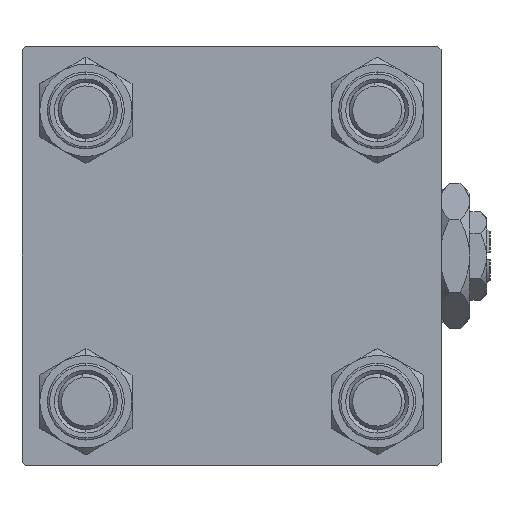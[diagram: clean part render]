
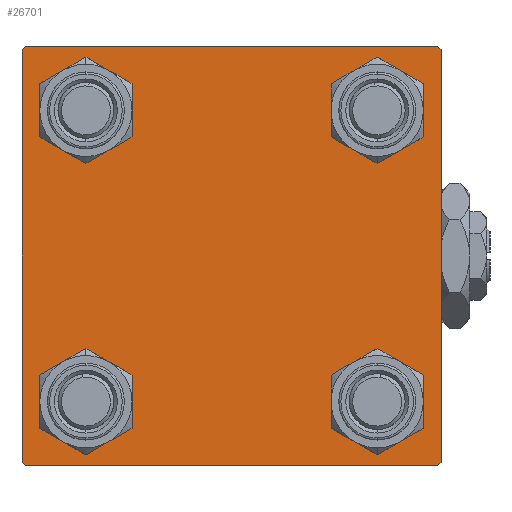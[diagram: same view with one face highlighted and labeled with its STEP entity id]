
A CAD part, left-side view. The second image highlights one B-rep face of the part: STEP entity #26701.
In plain terms, the highlighted planar face has unit normal (-1, 0, 0).
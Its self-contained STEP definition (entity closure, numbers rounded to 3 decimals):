
#206 = VERTEX_POINT ( 'NONE', #51659 ) ;
#746 = VERTEX_POINT ( 'NONE', #3904 ) ;
#758 = EDGE_CURVE ( 'NONE', #48341, #50474, #2391, .T. ) ;
#782 = VECTOR ( 'NONE', #51360, 1000. ) ;
#959 = FACE_BOUND ( 'NONE', #26133, .T. ) ;
#2287 = EDGE_CURVE ( 'NONE', #49262, #25369, #46042, .T. ) ;
#2391 = CIRCLE ( 'NONE', #47364, 4.5 ) ;
#2534 = VERTEX_POINT ( 'NONE', #30157 ) ;
#2899 = DIRECTION ( 'NONE',  ( 0., -0.707, 0.707 ) ) ;
#3130 = ORIENTED_EDGE ( 'NONE', *, *, #33843, .T. ) ;
#3904 = CARTESIAN_POINT ( 'NONE',  ( 0., -20.85, -25.35 ) ) ;
#4012 = AXIS2_PLACEMENT_3D ( 'NONE', #30314, #24579, #9623 ) ;
#4152 = EDGE_CURVE ( 'NONE', #20325, #20471, #28933, .T. ) ;
#4423 = FACE_BOUND ( 'NONE', #8600, .T. ) ;
#4880 = AXIS2_PLACEMENT_3D ( 'NONE', #40531, #18105, #16626 ) ;
#5139 = EDGE_CURVE ( 'NONE', #6043, #44746, #19103, .T. ) ;
#5181 = EDGE_LOOP ( 'NONE', ( #48801, #11922 ) ) ;
#5311 = ORIENTED_EDGE ( 'NONE', *, *, #30272, .T. ) ;
#5636 = ORIENTED_EDGE ( 'NONE', *, *, #23221, .F. ) ;
#5896 = FACE_OUTER_BOUND ( 'NONE', #24507, .T. ) ;
#6043 = VERTEX_POINT ( 'NONE', #44460 ) ;
#6329 = DIRECTION ( 'NONE',  ( 1., 0., 0. ) ) ;
#6696 = VERTEX_POINT ( 'NONE', #42368 ) ;
#6875 = CARTESIAN_POINT ( 'NONE',  ( 0., -29.75, -29.75 ) ) ;
#8034 = CARTESIAN_POINT ( 'NONE',  ( 0., 20.85, -16.35 ) ) ;
#8267 = CARTESIAN_POINT ( 'NONE',  ( 0., -30., 30. ) ) ;
#8329 = CARTESIAN_POINT ( 'NONE',  ( 0., 29.75, -29.75 ) ) ;
#8600 = EDGE_LOOP ( 'NONE', ( #3130, #28392 ) ) ;
#9107 = LINE ( 'NONE', #8329, #49845 ) ;
#9449 = AXIS2_PLACEMENT_3D ( 'NONE', #21929, #33095, #12939 ) ;
#9623 = DIRECTION ( 'NONE',  ( 0., 0., 1. ) ) ;
#9971 = CARTESIAN_POINT ( 'NONE',  ( 0., 30., 30. ) ) ;
#11141 = AXIS2_PLACEMENT_3D ( 'NONE', #11704, #51826, #11198 ) ;
#11198 = DIRECTION ( 'NONE',  ( 0., 0., 1. ) ) ;
#11656 = CIRCLE ( 'NONE', #44728, 4.5 ) ;
#11704 = CARTESIAN_POINT ( 'NONE',  ( 0., 20.85, -20.85 ) ) ;
#11922 = ORIENTED_EDGE ( 'NONE', *, *, #14552, .T. ) ;
#12613 = VERTEX_POINT ( 'NONE', #44060 ) ;
#12641 = FACE_BOUND ( 'NONE', #5181, .T. ) ;
#12768 = DIRECTION ( 'NONE',  ( 0., -1., 0. ) ) ;
#12931 = VECTOR ( 'NONE', #22267, 1000. ) ;
#12939 = DIRECTION ( 'NONE',  ( 0., 0., 1. ) ) ;
#13667 = VECTOR ( 'NONE', #39021, 1000. ) ;
#14552 = EDGE_CURVE ( 'NONE', #50474, #48341, #19827, .T. ) ;
#14649 = EDGE_CURVE ( 'NONE', #25369, #12613, #35013, .T. ) ;
#14735 = ORIENTED_EDGE ( 'NONE', *, *, #5139, .T. ) ;
#14836 = CARTESIAN_POINT ( 'NONE',  ( 0., 20.85, 20.85 ) ) ;
#15597 = ORIENTED_EDGE ( 'NONE', *, *, #43450, .T. ) ;
#15605 = ORIENTED_EDGE ( 'NONE', *, *, #4152, .T. ) ;
#16619 = CARTESIAN_POINT ( 'NONE',  ( 0., 30., 29.5 ) ) ;
#16626 = DIRECTION ( 'NONE',  ( 0., 0., 1. ) ) ;
#16828 = CARTESIAN_POINT ( 'NONE',  ( 0., -20.85, 16.35 ) ) ;
#17498 = CARTESIAN_POINT ( 'NONE',  ( 0., -20.85, 20.85 ) ) ;
#17513 = LINE ( 'NONE', #29204, #39109 ) ;
#17667 = EDGE_CURVE ( 'NONE', #49262, #44746, #33862, .T. ) ;
#18105 = DIRECTION ( 'NONE',  ( -1., 0., 0. ) ) ;
#18820 = LINE ( 'NONE', #6875, #39679 ) ;
#19103 = LINE ( 'NONE', #35289, #13667 ) ;
#19570 = DIRECTION ( 'NONE',  ( 1., 0., 0. ) ) ;
#19577 = DIRECTION ( 'NONE',  ( 0., 0., 1. ) ) ;
#19657 = CARTESIAN_POINT ( 'NONE',  ( 0., -29.5, 30. ) ) ;
#19827 = CIRCLE ( 'NONE', #33385, 4.5 ) ;
#20325 = VERTEX_POINT ( 'NONE', #50036 ) ;
#20347 = FACE_BOUND ( 'NONE', #21091, .T. ) ;
#20471 = VERTEX_POINT ( 'NONE', #8034 ) ;
#20874 = PLANE ( 'NONE',  #4880 ) ;
#21091 = EDGE_LOOP ( 'NONE', ( #5311, #37342 ) ) ;
#21690 = DIRECTION ( 'NONE',  ( 0., 0., 1. ) ) ;
#21835 = VERTEX_POINT ( 'NONE', #50315 ) ;
#21929 = CARTESIAN_POINT ( 'NONE',  ( 0., 20.85, -20.85 ) ) ;
#22267 = DIRECTION ( 'NONE',  ( 0., 0., -1. ) ) ;
#22802 = CARTESIAN_POINT ( 'NONE',  ( 0., 30., 30. ) ) ;
#22922 = CARTESIAN_POINT ( 'NONE',  ( 0., 29.75, 29.75 ) ) ;
#23221 = EDGE_CURVE ( 'NONE', #6043, #2534, #33198, .T. ) ;
#24362 = ORIENTED_EDGE ( 'NONE', *, *, #17667, .F. ) ;
#24507 = EDGE_LOOP ( 'NONE', ( #25519, #26833, #15597, #40321, #5636, #14735, #24362, #26973 ) ) ;
#24569 = CARTESIAN_POINT ( 'NONE',  ( 0., -20.85, 25.35 ) ) ;
#24579 = DIRECTION ( 'NONE',  ( 1., 0., 0. ) ) ;
#24953 = DIRECTION ( 'NONE',  ( 1., 0., 0. ) ) ;
#25153 = DIRECTION ( 'NONE',  ( 1., 0., 0. ) ) ;
#25369 = VERTEX_POINT ( 'NONE', #16619 ) ;
#25519 = ORIENTED_EDGE ( 'NONE', *, *, #14649, .T. ) ;
#25641 = DIRECTION ( 'NONE',  ( 0., -1., 0. ) ) ;
#26133 = EDGE_LOOP ( 'NONE', ( #31708, #15605 ) ) ;
#26701 = ADVANCED_FACE ( 'NONE', ( #12641, #4423, #959, #20347, #5896 ), #20874, .T. ) ;
#26833 = ORIENTED_EDGE ( 'NONE', *, *, #35009, .T. ) ;
#26962 = VERTEX_POINT ( 'NONE', #48374 ) ;
#26973 = ORIENTED_EDGE ( 'NONE', *, *, #2287, .T. ) ;
#27789 = DIRECTION ( 'NONE',  ( 0., 0., 1. ) ) ;
#28392 = ORIENTED_EDGE ( 'NONE', *, *, #33552, .T. ) ;
#28933 = CIRCLE ( 'NONE', #11141, 4.5 ) ;
#29204 = CARTESIAN_POINT ( 'NONE',  ( 0., 30., -30. ) ) ;
#30157 = CARTESIAN_POINT ( 'NONE',  ( 0., -30., -29.5 ) ) ;
#30272 = EDGE_CURVE ( 'NONE', #21835, #6696, #11656, .T. ) ;
#30314 = CARTESIAN_POINT ( 'NONE',  ( 0., -20.85, -20.85 ) ) ;
#31708 = ORIENTED_EDGE ( 'NONE', *, *, #47065, .T. ) ;
#31841 = EDGE_CURVE ( 'NONE', #32562, #2534, #18820, .T. ) ;
#32562 = VERTEX_POINT ( 'NONE', #49789 ) ;
#32802 = CIRCLE ( 'NONE', #37059, 4.5 ) ;
#32913 = DIRECTION ( 'NONE',  ( 0., 0., 1. ) ) ;
#33059 = CIRCLE ( 'NONE', #50906, 4.5 ) ;
#33095 = DIRECTION ( 'NONE',  ( 1., 0., 0. ) ) ;
#33172 = CIRCLE ( 'NONE', #9449, 4.5 ) ;
#33198 = LINE ( 'NONE', #8267, #36946 ) ;
#33385 = AXIS2_PLACEMENT_3D ( 'NONE', #17498, #24953, #32913 ) ;
#33552 = EDGE_CURVE ( 'NONE', #746, #26962, #32802, .T. ) ;
#33633 = CARTESIAN_POINT ( 'NONE',  ( 0., -20.85, -20.85 ) ) ;
#33843 = EDGE_CURVE ( 'NONE', #26962, #746, #34494, .T. ) ;
#33862 = LINE ( 'NONE', #9971, #36768 ) ;
#34494 = CIRCLE ( 'NONE', #4012, 4.5 ) ;
#35009 = EDGE_CURVE ( 'NONE', #12613, #206, #9107, .T. ) ;
#35013 = LINE ( 'NONE', #22802, #12931 ) ;
#35289 = CARTESIAN_POINT ( 'NONE',  ( 0., -29.75, 29.75 ) ) ;
#36768 = VECTOR ( 'NONE', #25641, 1000. ) ;
#36946 = VECTOR ( 'NONE', #44656, 1000. ) ;
#37059 = AXIS2_PLACEMENT_3D ( 'NONE', #33633, #25153, #21690 ) ;
#37250 = DIRECTION ( 'NONE',  ( 0., -0.707, -0.707 ) ) ;
#37342 = ORIENTED_EDGE ( 'NONE', *, *, #44160, .T. ) ;
#38984 = DIRECTION ( 'NONE',  ( 1., 0., 0. ) ) ;
#39021 = DIRECTION ( 'NONE',  ( 0., 0.707, 0.707 ) ) ;
#39109 = VECTOR ( 'NONE', #12768, 1000. ) ;
#39679 = VECTOR ( 'NONE', #2899, 1000. ) ;
#39766 = CARTESIAN_POINT ( 'NONE',  ( 0., 20.85, 20.85 ) ) ;
#40321 = ORIENTED_EDGE ( 'NONE', *, *, #31841, .T. ) ;
#40531 = CARTESIAN_POINT ( 'NONE',  ( 0., 0., 0. ) ) ;
#42368 = CARTESIAN_POINT ( 'NONE',  ( 0., 20.85, 16.35 ) ) ;
#43259 = DIRECTION ( 'NONE',  ( 0., 0., 1. ) ) ;
#43450 = EDGE_CURVE ( 'NONE', #206, #32562, #17513, .T. ) ;
#44060 = CARTESIAN_POINT ( 'NONE',  ( 0., 30., -29.5 ) ) ;
#44160 = EDGE_CURVE ( 'NONE', #6696, #21835, #33059, .T. ) ;
#44460 = CARTESIAN_POINT ( 'NONE',  ( 0., -30., 29.5 ) ) ;
#44656 = DIRECTION ( 'NONE',  ( 0., 0., -1. ) ) ;
#44728 = AXIS2_PLACEMENT_3D ( 'NONE', #39766, #38984, #19577 ) ;
#44746 = VERTEX_POINT ( 'NONE', #19657 ) ;
#46042 = LINE ( 'NONE', #22922, #782 ) ;
#46986 = CARTESIAN_POINT ( 'NONE',  ( 0., 29.5, 30. ) ) ;
#47065 = EDGE_CURVE ( 'NONE', #20471, #20325, #33172, .T. ) ;
#47364 = AXIS2_PLACEMENT_3D ( 'NONE', #48530, #19570, #27789 ) ;
#48341 = VERTEX_POINT ( 'NONE', #24569 ) ;
#48374 = CARTESIAN_POINT ( 'NONE',  ( 0., -20.85, -16.35 ) ) ;
#48530 = CARTESIAN_POINT ( 'NONE',  ( 0., -20.85, 20.85 ) ) ;
#48801 = ORIENTED_EDGE ( 'NONE', *, *, #758, .T. ) ;
#49262 = VERTEX_POINT ( 'NONE', #46986 ) ;
#49789 = CARTESIAN_POINT ( 'NONE',  ( 0., -29.5, -30. ) ) ;
#49845 = VECTOR ( 'NONE', #37250, 1000. ) ;
#50036 = CARTESIAN_POINT ( 'NONE',  ( 0., 20.85, -25.35 ) ) ;
#50315 = CARTESIAN_POINT ( 'NONE',  ( 0., 20.85, 25.35 ) ) ;
#50474 = VERTEX_POINT ( 'NONE', #16828 ) ;
#50906 = AXIS2_PLACEMENT_3D ( 'NONE', #14836, #6329, #43259 ) ;
#51360 = DIRECTION ( 'NONE',  ( 0., 0.707, -0.707 ) ) ;
#51659 = CARTESIAN_POINT ( 'NONE',  ( 0., 29.5, -30. ) ) ;
#51826 = DIRECTION ( 'NONE',  ( 1., 0., 0. ) ) ;
